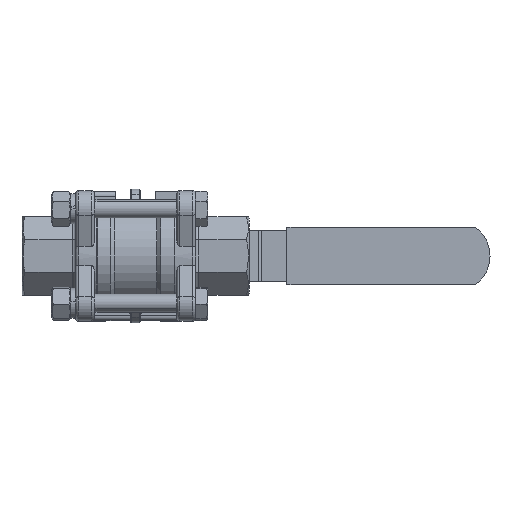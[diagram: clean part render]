
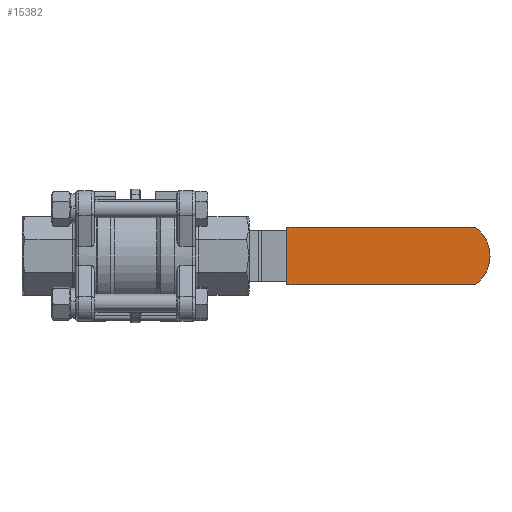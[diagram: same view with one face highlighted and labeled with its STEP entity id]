
A CAD part, front view. The second image highlights one B-rep face of the part: STEP entity #15382.
In plain terms, the highlighted face is planar.
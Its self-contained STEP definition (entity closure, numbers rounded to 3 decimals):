
#1339=PLANE('',#16927);
#1924=CIRCLE('',#16925,12.);
#1926=CIRCLE('',#16928,12.);
#6092=ORIENTED_EDGE('',*,*,#8630,.F.);
#6093=ORIENTED_EDGE('',*,*,#8631,.F.);
#6094=ORIENTED_EDGE('',*,*,#8632,.F.);
#6095=ORIENTED_EDGE('',*,*,#8633,.F.);
#6096=ORIENTED_EDGE('',*,*,#8627,.F.);
#8627=EDGE_CURVE('',#10155,#10157,#1924,.T.);
#8630=EDGE_CURVE('',#10159,#10155,#1926,.T.);
#8631=EDGE_CURVE('',#10160,#10159,#11190,.T.);
#8632=EDGE_CURVE('',#10161,#10160,#11191,.T.);
#8633=EDGE_CURVE('',#10157,#10161,#11192,.T.);
#10155=VERTEX_POINT('',#34268);
#10157=VERTEX_POINT('',#34271);
#10159=VERTEX_POINT('',#34277);
#10160=VERTEX_POINT('',#34279);
#10161=VERTEX_POINT('',#34281);
#11190=LINE('',#34278,#12206);
#11191=LINE('',#34280,#12207);
#11192=LINE('',#34282,#12208);
#12206=VECTOR('',#20607,1000.);
#12207=VECTOR('',#20608,1000.);
#12208=VECTOR('',#20609,1000.);
#13190=EDGE_LOOP('',(#6092,#6093,#6094,#6095,#6096));
#14155=FACE_BOUND('',#13190,.T.);
#15382=ADVANCED_FACE('',(#14155),#1339,.T.);
#16925=AXIS2_PLACEMENT_3D('',#34270,#20598,#20599);
#16927=AXIS2_PLACEMENT_3D('',#34275,#20603,#20604);
#16928=AXIS2_PLACEMENT_3D('',#34276,#20605,#20606);
#20598=DIRECTION('',(0.,0.,1.));
#20599=DIRECTION('',(-1.,0.,0.));
#20603=DIRECTION('',(0.,0.,-1.));
#20604=DIRECTION('',(-1.,0.,0.));
#20605=DIRECTION('',(0.,0.,1.));
#20606=DIRECTION('',(-1.,0.,0.));
#20607=DIRECTION('',(1.,0.,0.));
#20608=DIRECTION('',(0.,-1.,0.));
#20609=DIRECTION('',(-1.,0.,0.));
#34268=CARTESIAN_POINT('',(66.,8.5,0.));
#34270=CARTESIAN_POINT('',(54.,8.5,0.));
#34271=CARTESIAN_POINT('',(61.331,18.,0.));
#34275=CARTESIAN_POINT('',(-1.,18.,0.));
#34276=CARTESIAN_POINT('',(54.,8.5,0.));
#34277=CARTESIAN_POINT('',(61.331,-1.,0.));
#34278=CARTESIAN_POINT('',(-1.,-1.,0.));
#34279=CARTESIAN_POINT('',(-1.,-1.,0.));
#34280=CARTESIAN_POINT('',(-1.,-1.,0.));
#34281=CARTESIAN_POINT('',(-1.,18.,0.));
#34282=CARTESIAN_POINT('',(-1.,18.,0.));
